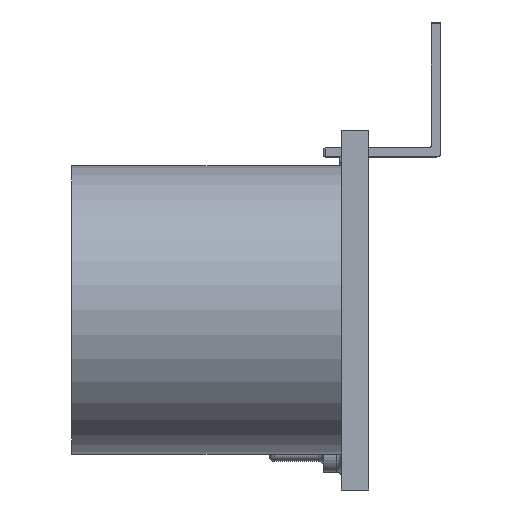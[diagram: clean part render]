
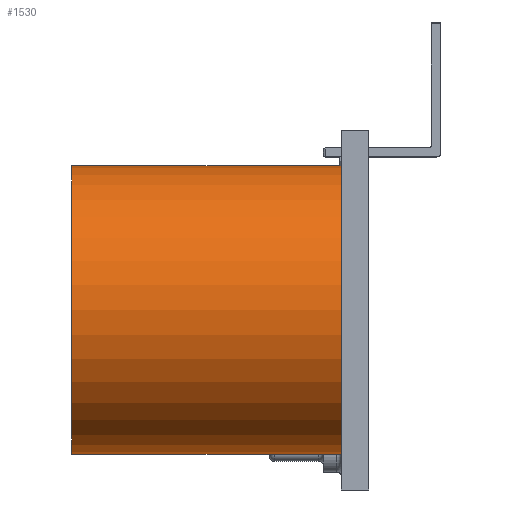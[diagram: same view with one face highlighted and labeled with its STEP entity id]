
A CAD part, left-side view. The second image highlights one B-rep face of the part: STEP entity #1530.
In plain terms, the highlighted cylindrical face has radius 8 mm (diameter 16 mm), a partial arc.
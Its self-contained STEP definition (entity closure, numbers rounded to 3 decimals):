
#42 = DIRECTION ( 'NONE',  ( 0., 1., 0. ) ) ;
#191 = CARTESIAN_POINT ( 'NONE',  ( 9., 16.5, -2. ) ) ;
#780 = CYLINDRICAL_SURFACE ( 'NONE', #6835, 8. ) ;
#1351 = DIRECTION ( 'NONE',  ( 0., 0., 1. ) ) ;
#1354 = CIRCLE ( 'NONE', #15986, 8. ) ;
#1380 = CARTESIAN_POINT ( 'NONE',  ( 9., 1.5, -2. ) ) ;
#1530 = ADVANCED_FACE ( 'NONE', ( #1883 ), #780, .T. ) ;
#1609 = CARTESIAN_POINT ( 'NONE',  ( 9., 16.5, -2. ) ) ;
#1883 = FACE_OUTER_BOUND ( 'NONE', #9317, .T. ) ;
#2969 = VERTEX_POINT ( 'NONE', #10057 ) ;
#4886 = VECTOR ( 'NONE', #5794, 1000. ) ;
#4971 = AXIS2_PLACEMENT_3D ( 'NONE', #6962, #5160, #15276 ) ;
#5160 = DIRECTION ( 'NONE',  ( 0., 1., 0. ) ) ;
#5748 = VERTEX_POINT ( 'NONE', #1609 ) ;
#5794 = DIRECTION ( 'NONE',  ( 0., -1., 0. ) ) ;
#6835 = AXIS2_PLACEMENT_3D ( 'NONE', #7135, #12655, #9844 ) ;
#6944 = EDGE_CURVE ( 'NONE', #2969, #5748, #1354, .T. ) ;
#6962 = CARTESIAN_POINT ( 'NONE',  ( 9., 1.5, -10. ) ) ;
#7038 = VECTOR ( 'NONE', #16141, 1000. ) ;
#7135 = CARTESIAN_POINT ( 'NONE',  ( 9., 16.5, -10. ) ) ;
#7678 = EDGE_CURVE ( 'NONE', #10950, #7946, #15150, .T. ) ;
#7857 = LINE ( 'NONE', #14659, #7038 ) ;
#7946 = VERTEX_POINT ( 'NONE', #1380 ) ;
#8872 = LINE ( 'NONE', #191, #4886 ) ;
#9317 = EDGE_LOOP ( 'NONE', ( #15591, #16126, #17920, #15494 ) ) ;
#9844 = DIRECTION ( 'NONE',  ( 0., 0., -1. ) ) ;
#10057 = CARTESIAN_POINT ( 'NONE',  ( 9., 16.5, -18. ) ) ;
#10950 = VERTEX_POINT ( 'NONE', #15079 ) ;
#12012 = EDGE_CURVE ( 'NONE', #5748, #7946, #8872, .T. ) ;
#12655 = DIRECTION ( 'NONE',  ( 0., -1., 0. ) ) ;
#14659 = CARTESIAN_POINT ( 'NONE',  ( 9., 16.5, -18. ) ) ;
#15079 = CARTESIAN_POINT ( 'NONE',  ( 9., 1.5, -18. ) ) ;
#15150 = CIRCLE ( 'NONE', #4971, 8. ) ;
#15276 = DIRECTION ( 'NONE',  ( 0., 0., -1. ) ) ;
#15494 = ORIENTED_EDGE ( 'NONE', *, *, #7678, .T. ) ;
#15591 = ORIENTED_EDGE ( 'NONE', *, *, #12012, .F. ) ;
#15639 = CARTESIAN_POINT ( 'NONE',  ( 9., 16.5, -10. ) ) ;
#15986 = AXIS2_PLACEMENT_3D ( 'NONE', #15639, #42, #1351 ) ;
#16126 = ORIENTED_EDGE ( 'NONE', *, *, #6944, .F. ) ;
#16141 = DIRECTION ( 'NONE',  ( 0., -1., 0. ) ) ;
#17668 = EDGE_CURVE ( 'NONE', #2969, #10950, #7857, .T. ) ;
#17920 = ORIENTED_EDGE ( 'NONE', *, *, #17668, .T. ) ;
